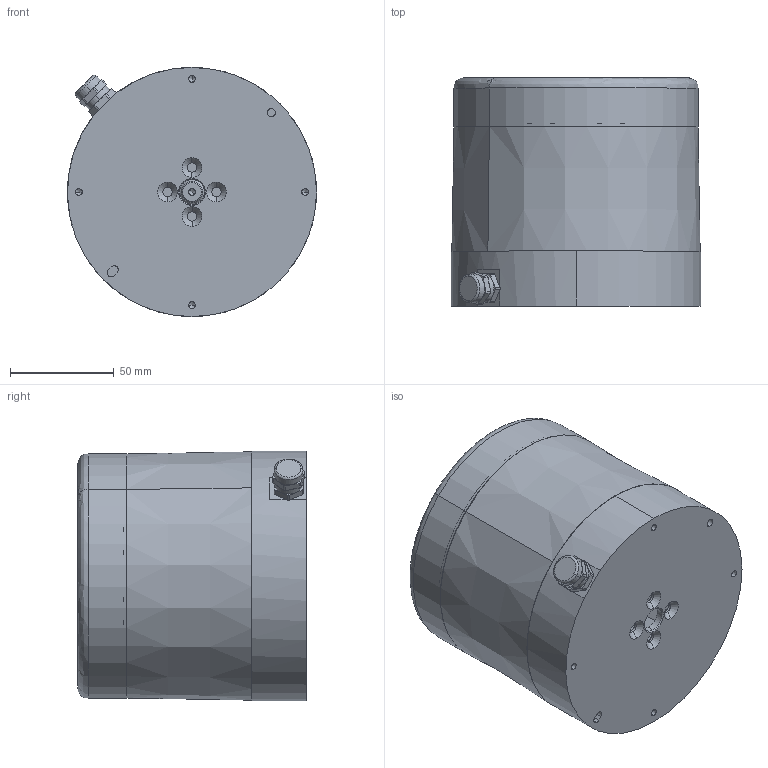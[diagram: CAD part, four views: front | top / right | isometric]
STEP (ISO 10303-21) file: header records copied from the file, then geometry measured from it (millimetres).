
FILE_DESCRIPTION (( 'STEP AP203' ), '1' );
FILE_NAME ('16Ïß3D.STEP', '2018-10-25T05:04:22', ( '1' ), ( 'Microsoft' ), 'SwSTEP 2.0', 'SolidWorks 2013', '' );
FILE_SCHEMA (( 'CONFIG_CONTROL_DESIGN' ));
Length unit declared in the file: millimetre
Products named in the file (5): 菁釱; 俋欶; 奻裔; CCMA10-06; 16盄3D
Assembly tree (4 placements, depth 2):
  16盄3D
    菁釱
    俋欶
    奻裔
    CCMA10-06
Bounding box: 120 x 110 x 120 mm (x, y, z)
Volume: 197049.8 mm3; surface area: 136059.2 mm2
Topology: 4 solids, 4 shells, 215 faces, 543 edges, 341 vertices
Faces by surface type: cylinder 108, plane 61, cone 36, bspline 10
Entity records: 7294 total; most frequent: CARTESIAN_POINT 1492, DIRECTION 1205, ORIENTED_EDGE 1050, EDGE_CURVE 525, AXIS2_PLACEMENT_3D 482, VERTEX_POINT 341, CIRCLE 270, EDGE_LOOP 252
